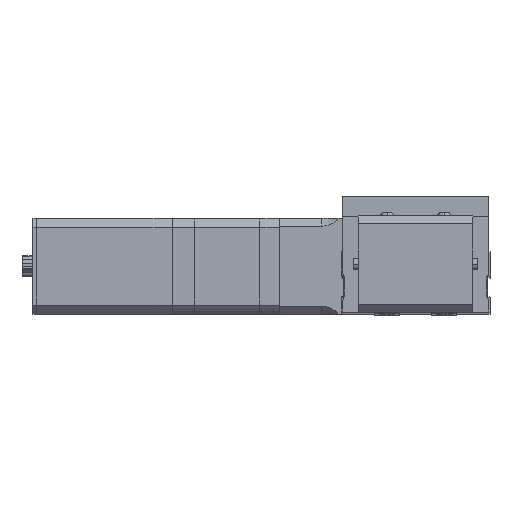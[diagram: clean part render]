
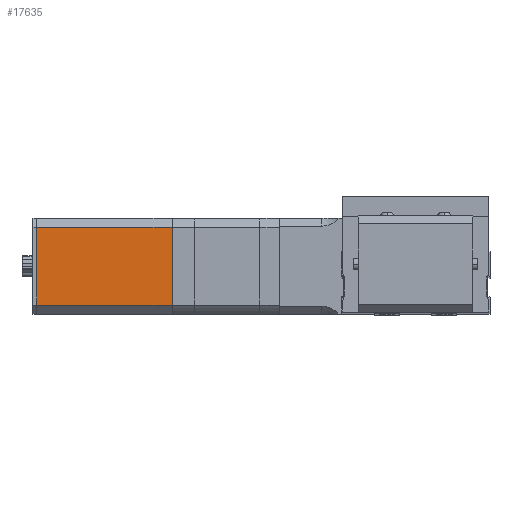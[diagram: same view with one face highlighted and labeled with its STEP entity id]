
A CAD part, top view. The second image highlights one B-rep face of the part: STEP entity #17635.
In plain terms, the highlighted face is planar.
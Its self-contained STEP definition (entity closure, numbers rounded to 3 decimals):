
#268 = FACE_OUTER_BOUND ( 'NONE', #5264, .T. ) ;
#443 = VERTEX_POINT ( 'NONE', #14325 ) ;
#2383 = LINE ( 'NONE', #6945, #12157 ) ;
#3715 = ORIENTED_EDGE ( 'NONE', *, *, #22922, .T. ) ;
#5264 = EDGE_LOOP ( 'NONE', ( #3715, #10465, #10398, #16251 ) ) ;
#5554 = DIRECTION ( 'NONE',  ( 0., 0., 1. ) ) ;
#6945 = CARTESIAN_POINT ( 'NONE',  ( -31., 17., -47. ) ) ;
#7096 = VERTEX_POINT ( 'NONE', #17983 ) ;
#7239 = VECTOR ( 'NONE', #23824, 1000. ) ;
#7538 = DIRECTION ( 'NONE',  ( 0., 1., 0. ) ) ;
#7936 = EDGE_CURVE ( 'NONE', #9237, #19058, #27747, .T. ) ;
#9237 = VERTEX_POINT ( 'NONE', #17134 ) ;
#10398 = ORIENTED_EDGE ( 'NONE', *, *, #17007, .F. ) ;
#10465 = ORIENTED_EDGE ( 'NONE', *, *, #7936, .F. ) ;
#11803 = CARTESIAN_POINT ( 'NONE',  ( -31., 17., -106.25 ) ) ;
#11939 = DIRECTION ( 'NONE',  ( 1., 0., 0. ) ) ;
#12157 = VECTOR ( 'NONE', #7538, 1000. ) ;
#14325 = CARTESIAN_POINT ( 'NONE',  ( -31., -17., -106.25 ) ) ;
#14967 = VECTOR ( 'NONE', #18776, 1000. ) ;
#16251 = ORIENTED_EDGE ( 'NONE', *, *, #17688, .T. ) ;
#17007 = EDGE_CURVE ( 'NONE', #443, #9237, #28394, .T. ) ;
#17134 = CARTESIAN_POINT ( 'NONE',  ( -31., 17., -106.25 ) ) ;
#17635 = ADVANCED_FACE ( 'NONE', ( #268 ), #25681, .F. ) ;
#17688 = EDGE_CURVE ( 'NONE', #443, #7096, #26762, .T. ) ;
#17944 = AXIS2_PLACEMENT_3D ( 'NONE', #11803, #11939, #28425 ) ;
#17983 = CARTESIAN_POINT ( 'NONE',  ( -31., -17., -47. ) ) ;
#18495 = CARTESIAN_POINT ( 'NONE',  ( -31., 17., -106.25 ) ) ;
#18776 = DIRECTION ( 'NONE',  ( 0., 0., 1. ) ) ;
#19058 = VERTEX_POINT ( 'NONE', #19314 ) ;
#19314 = CARTESIAN_POINT ( 'NONE',  ( -31., 17., -47. ) ) ;
#19426 = CARTESIAN_POINT ( 'NONE',  ( -31., 17., -106.25 ) ) ;
#22067 = CARTESIAN_POINT ( 'NONE',  ( -31., -17., -106.25 ) ) ;
#22922 = EDGE_CURVE ( 'NONE', #7096, #19058, #2383, .T. ) ;
#23824 = DIRECTION ( 'NONE',  ( 0., 1., 0. ) ) ;
#25681 = PLANE ( 'NONE',  #17944 ) ;
#26762 = LINE ( 'NONE', #22067, #29051 ) ;
#27747 = LINE ( 'NONE', #18495, #14967 ) ;
#28394 = LINE ( 'NONE', #19426, #7239 ) ;
#28425 = DIRECTION ( 'NONE',  ( 0., 1., 0. ) ) ;
#29051 = VECTOR ( 'NONE', #5554, 1000. ) ;
